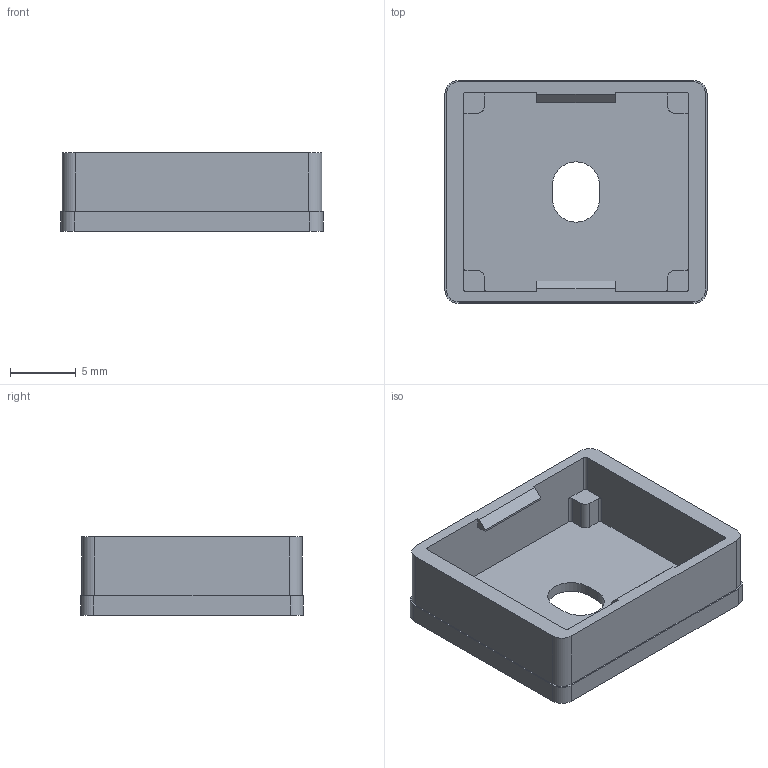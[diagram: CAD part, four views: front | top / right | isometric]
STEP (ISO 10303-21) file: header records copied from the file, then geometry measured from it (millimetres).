
FILE_DESCRIPTION(/* description */ (''),/* implementation_level */ '2;1');
FILE_NAME(/* name */ '3827_4_GSU_H_17_15.stp',/* time_stamp */ '2015-07-13T15:46:23+02:00',/* author */ (''),/* organization */ (''),/* preprocessor_version */ 'ST-DEVELOPER v15',/* originating_system */ 'SIEMENS PLM Software NX 8.5',/* authorisation */ '');
FILE_SCHEMA (('CONFIG_CONTROL_DESIGN'));
Length unit declared in the file: millimetre
Products named in the file (1): 3827_4_GSU_H_17_15
Bounding box: 20 x 17 x 6 mm (x, y, z)
Volume: 658.9 mm3; surface area: 1440.6 mm2
Topology: 1 solids, 1 shells, 66 faces, 186 edges, 124 vertices
Faces by surface type: plane 40, cylinder 26
Entity records: 2230 total; most frequent: CARTESIAN_POINT 377, ORIENTED_EDGE 372, DIRECTION 372, EDGE_CURVE 186, LINE 134, VECTOR 134, VERTEX_POINT 124, AXIS2_PLACEMENT_3D 119
